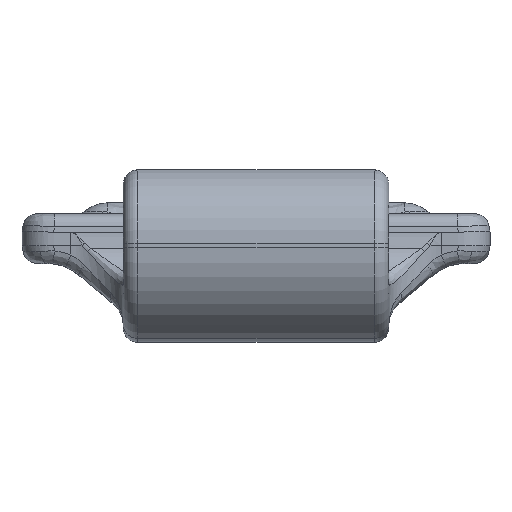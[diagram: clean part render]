
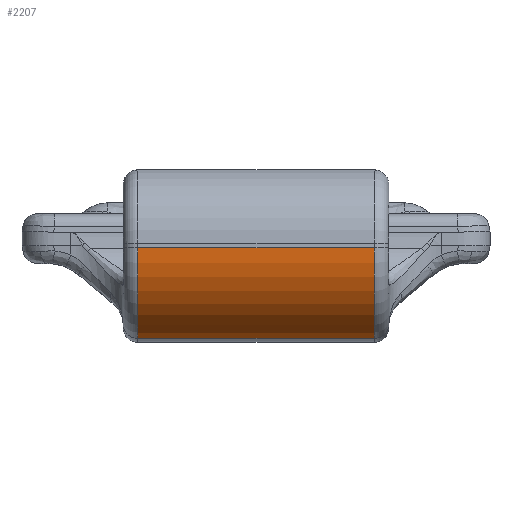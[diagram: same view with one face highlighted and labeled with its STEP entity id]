
A CAD part, left-side view. The second image highlights one B-rep face of the part: STEP entity #2207.
In plain terms, the highlighted cylindrical face has radius 10 mm (diameter 20 mm), a partial arc.
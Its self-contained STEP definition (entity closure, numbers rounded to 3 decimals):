
#469=CYLINDRICAL_SURFACE('',#8681,10.);
#777=CIRCLE('',#8679,10.);
#778=CIRCLE('',#8680,10.);
#1370=LINE('',#16129,#1778);
#1373=LINE('',#16135,#1781);
#1778=VECTOR('',#10556,1.);
#1781=VECTOR('',#10561,1.);
#2207=ADVANCED_FACE('',(#2713),#469,.T.);
#2713=FACE_OUTER_BOUND('',#3216,.T.);
#3216=EDGE_LOOP('',(#5276,#5277,#5278,#5279));
#5276=ORIENTED_EDGE('',*,*,#7491,.F.);
#5277=ORIENTED_EDGE('',*,*,#7492,.T.);
#5278=ORIENTED_EDGE('',*,*,#7488,.T.);
#5279=ORIENTED_EDGE('',*,*,#7493,.F.);
#6381=VERTEX_POINT('',#16130);
#6382=VERTEX_POINT('',#16131);
#6383=VERTEX_POINT('',#16136);
#6384=VERTEX_POINT('',#16137);
#7488=EDGE_CURVE('',#6381,#6382,#1370,.T.);
#7491=EDGE_CURVE('',#6383,#6384,#1373,.T.);
#7492=EDGE_CURVE('',#6383,#6381,#777,.T.);
#7493=EDGE_CURVE('',#6384,#6382,#778,.T.);
#8679=AXIS2_PLACEMENT_3D('',#16138,#10562,#10563);
#8680=AXIS2_PLACEMENT_3D('',#16139,#10564,#10565);
#8681=AXIS2_PLACEMENT_3D('',#16140,#10566,#10567);
#10556=DIRECTION('',(0.,1.,0.));
#10561=DIRECTION('',(0.,1.,0.));
#10562=DIRECTION('',(0.,1.,0.));
#10563=DIRECTION('',(0.,0.,1.));
#10564=DIRECTION('',(0.,1.,0.));
#10565=DIRECTION('',(0.,0.,1.));
#10566=DIRECTION('',(0.,1.,0.));
#10567=DIRECTION('',(0.,0.,1.));
#16129=CARTESIAN_POINT('',(-68.85,-13.9,-0.95));
#16130=CARTESIAN_POINT('',(-68.85,-12.393,-0.95));
#16131=CARTESIAN_POINT('',(-68.85,12.393,-0.95));
#16135=CARTESIAN_POINT('',(-62.017,-13.9,-10.435));
#16136=CARTESIAN_POINT('',(-62.017,-12.393,-10.435));
#16137=CARTESIAN_POINT('',(-62.017,12.393,-10.435));
#16138=CARTESIAN_POINT('',(-58.85,-12.393,-0.95));
#16139=CARTESIAN_POINT('',(-58.85,12.393,-0.95));
#16140=CARTESIAN_POINT('',(-58.85,-13.9,-0.95));
